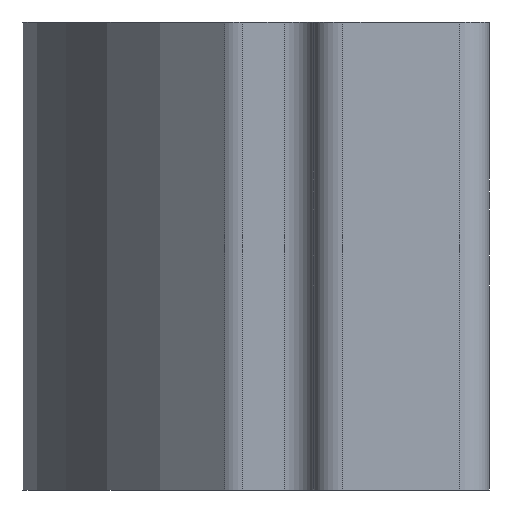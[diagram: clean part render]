
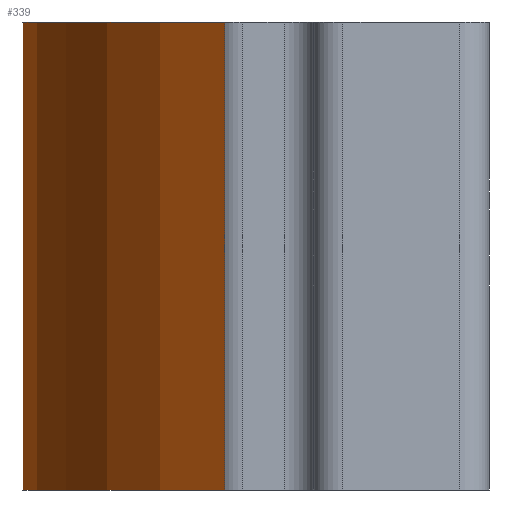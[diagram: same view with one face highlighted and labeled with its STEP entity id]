
A CAD part, front view. The second image highlights one B-rep face of the part: STEP entity #339.
In plain terms, the highlighted cylindrical face has radius 9 mm (diameter 18 mm), a partial arc.
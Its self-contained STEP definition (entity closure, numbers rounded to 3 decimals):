
#27 = FACE_OUTER_BOUND ( 'NONE', #110, .T. ) ;
#82 = VERTEX_POINT ( 'NONE', #346 ) ;
#104 = VERTEX_POINT ( 'NONE', #748 ) ;
#110 = EDGE_LOOP ( 'NONE', ( #402, #513, #779, #624 ) ) ;
#141 = VERTEX_POINT ( 'NONE', #501 ) ;
#184 = CARTESIAN_POINT ( 'NONE',  ( -5.523, -7.106, 0. ) ) ;
#188 = DIRECTION ( 'NONE',  ( 0., 0., -1. ) ) ;
#228 = CARTESIAN_POINT ( 'NONE',  ( -5.523, 7.106, 0. ) ) ;
#231 = EDGE_CURVE ( 'NONE', #141, #82, #713, .T. ) ;
#251 = DIRECTION ( 'NONE',  ( 1., 0., 0. ) ) ;
#336 = DIRECTION ( 'NONE',  ( 1., 0., 0. ) ) ;
#339 = ADVANCED_FACE ( 'NONE', ( #27 ), #510, .T. ) ;
#346 = CARTESIAN_POINT ( 'NONE',  ( -5.523, 7.106, 8. ) ) ;
#348 = CARTESIAN_POINT ( 'NONE',  ( 0., 0., 0. ) ) ;
#365 = AXIS2_PLACEMENT_3D ( 'NONE', #348, #814, #619 ) ;
#367 = EDGE_CURVE ( 'NONE', #82, #104, #419, .T. ) ;
#402 = ORIENTED_EDGE ( 'NONE', *, *, #690, .F. ) ;
#417 = VECTOR ( 'NONE', #520, 1000. ) ;
#419 = LINE ( 'NONE', #228, #722 ) ;
#434 = DIRECTION ( 'NONE',  ( 0., 0., -1. ) ) ;
#501 = CARTESIAN_POINT ( 'NONE',  ( -5.523, -7.106, 8. ) ) ;
#510 = CYLINDRICAL_SURFACE ( 'NONE', #365, 9. ) ;
#513 = ORIENTED_EDGE ( 'NONE', *, *, #668, .T. ) ;
#520 = DIRECTION ( 'NONE',  ( 0., 0., 1. ) ) ;
#522 = CARTESIAN_POINT ( 'NONE',  ( 0., 0., 0. ) ) ;
#531 = DIRECTION ( 'NONE',  ( 0., 0., -1. ) ) ;
#571 = AXIS2_PLACEMENT_3D ( 'NONE', #729, #531, #336 ) ;
#619 = DIRECTION ( 'NONE',  ( 1., 0., 0. ) ) ;
#624 = ORIENTED_EDGE ( 'NONE', *, *, #367, .T. ) ;
#668 = EDGE_CURVE ( 'NONE', #848, #141, #721, .T. ) ;
#690 = EDGE_CURVE ( 'NONE', #848, #104, #766, .T. ) ;
#691 = CARTESIAN_POINT ( 'NONE',  ( -5.523, -7.106, 0. ) ) ;
#713 = CIRCLE ( 'NONE', #571, 9. ) ;
#721 = LINE ( 'NONE', #184, #417 ) ;
#722 = VECTOR ( 'NONE', #434, 1000. ) ;
#729 = CARTESIAN_POINT ( 'NONE',  ( 0., 0., 8. ) ) ;
#748 = CARTESIAN_POINT ( 'NONE',  ( -5.523, 7.106, 0. ) ) ;
#749 = AXIS2_PLACEMENT_3D ( 'NONE', #522, #188, #251 ) ;
#766 = CIRCLE ( 'NONE', #749, 9. ) ;
#779 = ORIENTED_EDGE ( 'NONE', *, *, #231, .T. ) ;
#814 = DIRECTION ( 'NONE',  ( 0., 0., 1. ) ) ;
#848 = VERTEX_POINT ( 'NONE', #691 ) ;
